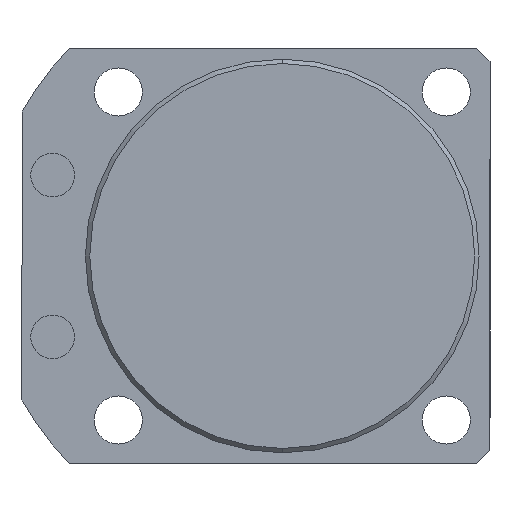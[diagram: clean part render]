
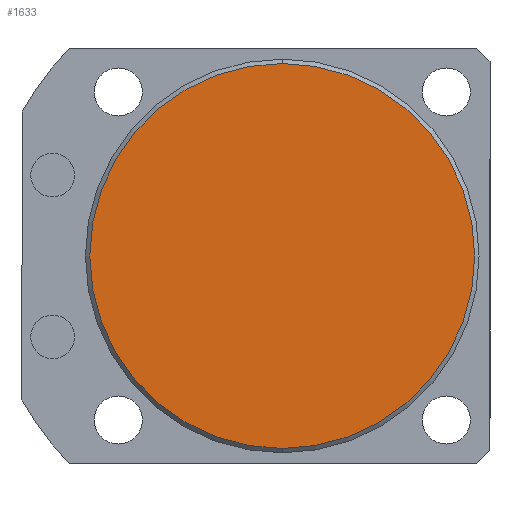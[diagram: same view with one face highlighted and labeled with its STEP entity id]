
A CAD part, front view. The second image highlights one B-rep face of the part: STEP entity #1633.
In plain terms, the highlighted planar face has unit normal (0, -1, 0).
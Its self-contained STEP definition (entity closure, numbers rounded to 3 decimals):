
#4 = EDGE_LOOP ( 'NONE', ( #545, #543 ) ) ;
#95 = EDGE_CURVE ( 'NONE', #1098, #1100, #1326, .T. ) ;
#104 = AXIS2_PLACEMENT_3D ( 'NONE', #2118, #2117, #2114 ) ;
#144 = AXIS2_PLACEMENT_3D ( 'NONE', #1551, #1552, #1553 ) ;
#202 = AXIS2_PLACEMENT_3D ( 'NONE', #710, #718, #719 ) ;
#318 = FACE_OUTER_BOUND ( 'NONE', #4, .T. ) ;
#543 = ORIENTED_EDGE ( 'NONE', *, *, #95, .T. ) ;
#545 = ORIENTED_EDGE ( 'NONE', *, *, #1017, .T. ) ;
#569 = CARTESIAN_POINT ( 'NONE',  ( 0., 0., 44. ) ) ;
#575 = CARTESIAN_POINT ( 'NONE',  ( 0., 0., -44. ) ) ;
#710 = CARTESIAN_POINT ( 'NONE',  ( 0., 0., 0. ) ) ;
#716 = PLANE ( 'NONE',  #202 ) ;
#718 = DIRECTION ( 'NONE',  ( 0., 1., 0. ) ) ;
#719 = DIRECTION ( 'NONE',  ( 0., 0., 1. ) ) ;
#1017 = EDGE_CURVE ( 'NONE', #1100, #1098, #1455, .T. ) ;
#1098 = VERTEX_POINT ( 'NONE', #575 ) ;
#1100 = VERTEX_POINT ( 'NONE', #569 ) ;
#1326 = CIRCLE ( 'NONE', #104, 44. ) ;
#1455 = CIRCLE ( 'NONE', #144, 44. ) ;
#1551 = CARTESIAN_POINT ( 'NONE',  ( 0., 0., 0. ) ) ;
#1552 = DIRECTION ( 'NONE',  ( 0., -1., 0. ) ) ;
#1553 = DIRECTION ( 'NONE',  ( 0., 0., 1. ) ) ;
#1633 = ADVANCED_FACE ( 'NONE', ( #318 ), #716, .F. ) ;
#2114 = DIRECTION ( 'NONE',  ( 0., 0., 1. ) ) ;
#2117 = DIRECTION ( 'NONE',  ( 0., -1., 0. ) ) ;
#2118 = CARTESIAN_POINT ( 'NONE',  ( 0., 0., 0. ) ) ;
